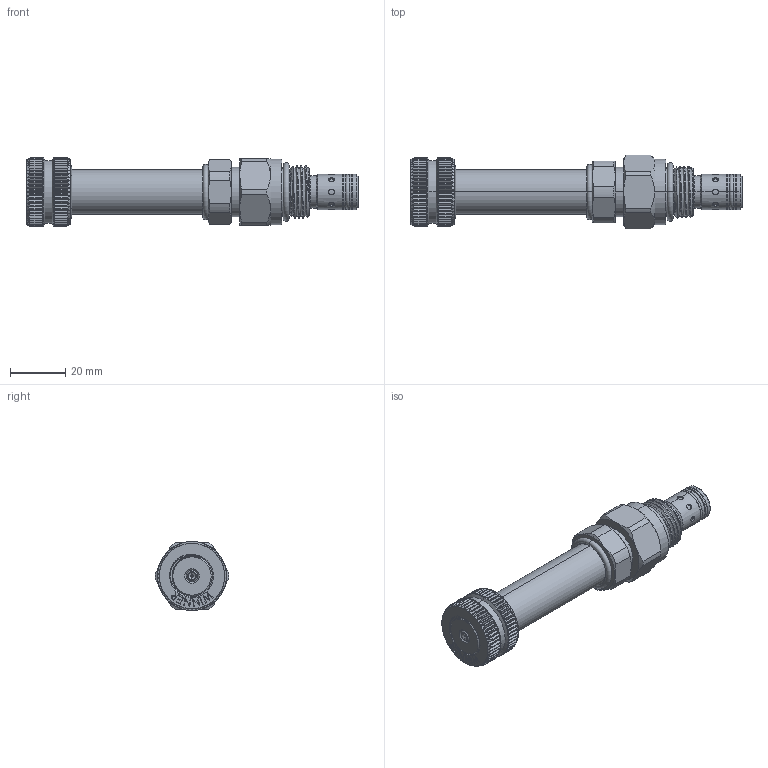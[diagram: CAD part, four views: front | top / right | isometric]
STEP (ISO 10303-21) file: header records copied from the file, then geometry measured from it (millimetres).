
FILE_DESCRIPTION (( 'STEP AP203' ), '1' );
FILE_NAME ('PRP08W2C-P-B1.STEP', '2024-01-30T02:35:14', ( '' ), ( '' ), 'SwSTEP 2.0', 'SolidWorks 2018', '' );
FILE_SCHEMA (( 'CONFIG_CONTROL_DESIGN' ));
Length unit declared in the file: millimetre
Products named in the file (1): PRP08W2C-P-B1
Bounding box: 120.2 x 26.66 x 25 mm (x, y, z)
Volume: 33721.6 mm3; surface area: 9998.9 mm2
Topology: 1 solids, 1 shells, 1018 faces, 2689 edges, 1706 vertices
Faces by surface type: plane 430, cylinder 415, cone 145, torus 16, bspline 12
Entity records: 37232 total; most frequent: CARTESIAN_POINT 12891, ORIENTED_EDGE 5378, DIRECTION 4768, EDGE_CURVE 2689, AXIS2_PLACEMENT_3D 1850, VERTEX_POINT 1706, VECTOR 1068, LINE 1068
